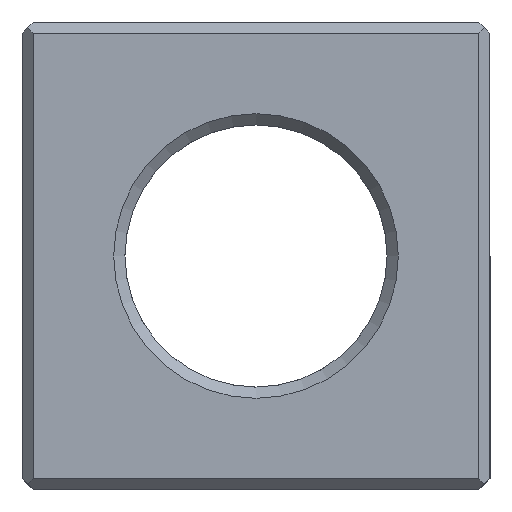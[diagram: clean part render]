
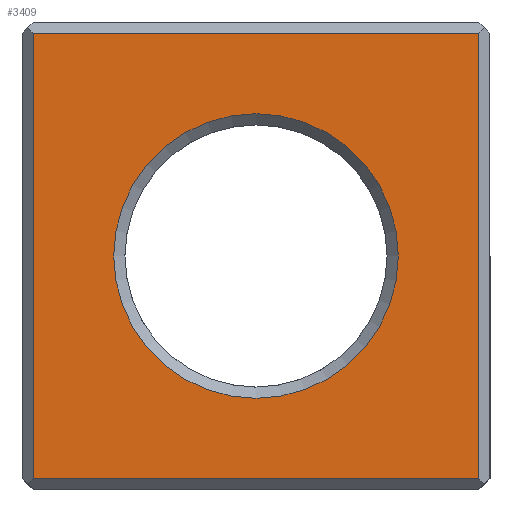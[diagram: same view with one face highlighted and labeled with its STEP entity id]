
A CAD part, left-side view. The second image highlights one B-rep face of the part: STEP entity #3409.
In plain terms, the highlighted planar face has unit normal (-1, 0, 0).
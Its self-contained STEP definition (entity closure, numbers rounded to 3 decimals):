
#72 = PLANE('',#73);
#73 = AXIS2_PLACEMENT_3D('',#74,#75,#76);
#74 = CARTESIAN_POINT('',(0.,0.,0.3));
#75 = DIRECTION('',(-0.707,0.,-0.707)
  );
#76 = DIRECTION('',(0.707,0.,-0.707));
#712 = PLANE('',#713);
#713 = AXIS2_PLACEMENT_3D('',#714,#715,#716);
#714 = CARTESIAN_POINT('',(0.3,12.5,0.));
#715 = DIRECTION('',(0.707,-0.707,0.));
#716 = DIRECTION('',(-0.707,-0.707,0.));
#943 = PLANE('',#944);
#944 = AXIS2_PLACEMENT_3D('',#945,#946,#947);
#945 = CARTESIAN_POINT('',(0.3,0.,0.));
#946 = DIRECTION('',(-0.707,-0.707,0.));
#947 = DIRECTION('',(-0.707,0.707,0.));
#1011 = VERTEX_POINT('',#1012);
#1012 = CARTESIAN_POINT('',(0.,0.3,0.3));
#1033 = EDGE_CURVE('',#1011,#1034,#1036,.T.);
#1034 = VERTEX_POINT('',#1035);
#1035 = CARTESIAN_POINT('',(0.,12.2,0.3));
#1036 = SURFACE_CURVE('',#1037,(#1041,#1048),.PCURVE_S1.);
#1037 = LINE('',#1038,#1039);
#1038 = CARTESIAN_POINT('',(0.,0.,0.3));
#1039 = VECTOR('',#1040,1.);
#1040 = DIRECTION('',(0.,1.,0.));
#1041 = PCURVE('',#72,#1042);
#1042 = DEFINITIONAL_REPRESENTATION('',(#1043),#1047);
#1043 = LINE('',#1044,#1045);
#1044 = CARTESIAN_POINT('',(0.,0.));
#1045 = VECTOR('',#1046,1.);
#1046 = DIRECTION('',(0.,-1.));
#1047 = ( GEOMETRIC_REPRESENTATION_CONTEXT(2) 
PARAMETRIC_REPRESENTATION_CONTEXT() REPRESENTATION_CONTEXT('2D SPACE',''
  ) );
#1048 = PCURVE('',#1049,#1054);
#1049 = PLANE('',#1050);
#1050 = AXIS2_PLACEMENT_3D('',#1051,#1052,#1053);
#1051 = CARTESIAN_POINT('',(0.,12.5,0.));
#1052 = DIRECTION('',(1.,0.,0.));
#1053 = DIRECTION('',(0.,-1.,0.));
#1054 = DEFINITIONAL_REPRESENTATION('',(#1055),#1059);
#1055 = LINE('',#1056,#1057);
#1056 = CARTESIAN_POINT('',(12.5,-0.3));
#1057 = VECTOR('',#1058,1.);
#1058 = DIRECTION('',(-1.,0.));
#1059 = ( GEOMETRIC_REPRESENTATION_CONTEXT(2) 
PARAMETRIC_REPRESENTATION_CONTEXT() REPRESENTATION_CONTEXT('2D SPACE',''
  ) );
#2556 = VERTEX_POINT('',#2557);
#2557 = CARTESIAN_POINT('',(0.,12.2,12.2));
#2571 = PLANE('',#2572);
#2572 = AXIS2_PLACEMENT_3D('',#2573,#2574,#2575);
#2573 = CARTESIAN_POINT('',(0.3,0.,12.5));
#2574 = DIRECTION('',(-0.707,0.,0.707
    ));
#2575 = DIRECTION('',(-0.707,0.,-0.707
    ));
#2583 = EDGE_CURVE('',#1034,#2556,#2584,.T.);
#2584 = SURFACE_CURVE('',#2585,(#2589,#2596),.PCURVE_S1.);
#2585 = LINE('',#2586,#2587);
#2586 = CARTESIAN_POINT('',(0.,12.2,0.));
#2587 = VECTOR('',#2588,1.);
#2588 = DIRECTION('',(0.,0.,1.));
#2589 = PCURVE('',#712,#2590);
#2590 = DEFINITIONAL_REPRESENTATION('',(#2591),#2595);
#2591 = LINE('',#2592,#2593);
#2592 = CARTESIAN_POINT('',(0.424,0.));
#2593 = VECTOR('',#2594,1.);
#2594 = DIRECTION('',(0.,-1.));
#2595 = ( GEOMETRIC_REPRESENTATION_CONTEXT(2) 
PARAMETRIC_REPRESENTATION_CONTEXT() REPRESENTATION_CONTEXT('2D SPACE',''
  ) );
#2596 = PCURVE('',#1049,#2597);
#2597 = DEFINITIONAL_REPRESENTATION('',(#2598),#2602);
#2598 = LINE('',#2599,#2600);
#2599 = CARTESIAN_POINT('',(0.3,0.));
#2600 = VECTOR('',#2601,1.);
#2601 = DIRECTION('',(0.,-1.));
#2602 = ( GEOMETRIC_REPRESENTATION_CONTEXT(2) 
PARAMETRIC_REPRESENTATION_CONTEXT() REPRESENTATION_CONTEXT('2D SPACE',''
  ) );
#3366 = VERTEX_POINT('',#3367);
#3367 = CARTESIAN_POINT('',(0.,0.3,12.2));
#3388 = EDGE_CURVE('',#1011,#3366,#3389,.T.);
#3389 = SURFACE_CURVE('',#3390,(#3394,#3401),.PCURVE_S1.);
#3390 = LINE('',#3391,#3392);
#3391 = CARTESIAN_POINT('',(0.,0.3,0.));
#3392 = VECTOR('',#3393,1.);
#3393 = DIRECTION('',(0.,0.,1.));
#3394 = PCURVE('',#943,#3395);
#3395 = DEFINITIONAL_REPRESENTATION('',(#3396),#3400);
#3396 = LINE('',#3397,#3398);
#3397 = CARTESIAN_POINT('',(0.424,0.));
#3398 = VECTOR('',#3399,1.);
#3399 = DIRECTION('',(0.,-1.));
#3400 = ( GEOMETRIC_REPRESENTATION_CONTEXT(2) 
PARAMETRIC_REPRESENTATION_CONTEXT() REPRESENTATION_CONTEXT('2D SPACE',''
  ) );
#3401 = PCURVE('',#1049,#3402);
#3402 = DEFINITIONAL_REPRESENTATION('',(#3403),#3407);
#3403 = LINE('',#3404,#3405);
#3404 = CARTESIAN_POINT('',(12.2,0.));
#3405 = VECTOR('',#3406,1.);
#3406 = DIRECTION('',(0.,-1.));
#3407 = ( GEOMETRIC_REPRESENTATION_CONTEXT(2) 
PARAMETRIC_REPRESENTATION_CONTEXT() REPRESENTATION_CONTEXT('2D SPACE',''
  ) );
#3409 = ADVANCED_FACE('',(#3410,#3436),#1049,.F.);
#3410 = FACE_BOUND('',#3411,.F.);
#3411 = EDGE_LOOP('',(#3412,#3413,#3414,#3415));
#3412 = ORIENTED_EDGE('',*,*,#3388,.F.);
#3413 = ORIENTED_EDGE('',*,*,#1033,.T.);
#3414 = ORIENTED_EDGE('',*,*,#2583,.T.);
#3415 = ORIENTED_EDGE('',*,*,#3416,.F.);
#3416 = EDGE_CURVE('',#3366,#2556,#3417,.T.);
#3417 = SURFACE_CURVE('',#3418,(#3422,#3429),.PCURVE_S1.);
#3418 = LINE('',#3419,#3420);
#3419 = CARTESIAN_POINT('',(0.,0.,12.2));
#3420 = VECTOR('',#3421,1.);
#3421 = DIRECTION('',(0.,1.,0.));
#3422 = PCURVE('',#1049,#3423);
#3423 = DEFINITIONAL_REPRESENTATION('',(#3424),#3428);
#3424 = LINE('',#3425,#3426);
#3425 = CARTESIAN_POINT('',(12.5,-12.2));
#3426 = VECTOR('',#3427,1.);
#3427 = DIRECTION('',(-1.,0.));
#3428 = ( GEOMETRIC_REPRESENTATION_CONTEXT(2) 
PARAMETRIC_REPRESENTATION_CONTEXT() REPRESENTATION_CONTEXT('2D SPACE',''
  ) );
#3429 = PCURVE('',#2571,#3430);
#3430 = DEFINITIONAL_REPRESENTATION('',(#3431),#3435);
#3431 = LINE('',#3432,#3433);
#3432 = CARTESIAN_POINT('',(0.424,0.));
#3433 = VECTOR('',#3434,1.);
#3434 = DIRECTION('',(0.,-1.));
#3435 = ( GEOMETRIC_REPRESENTATION_CONTEXT(2) 
PARAMETRIC_REPRESENTATION_CONTEXT() REPRESENTATION_CONTEXT('2D SPACE',''
  ) );
#3436 = FACE_BOUND('',#3437,.F.);
#3437 = EDGE_LOOP('',(#3438));
#3438 = ORIENTED_EDGE('',*,*,#3439,.T.);
#3439 = EDGE_CURVE('',#3440,#3440,#3442,.T.);
#3440 = VERTEX_POINT('',#3441);
#3441 = CARTESIAN_POINT('',(0.,2.45,6.25));
#3442 = SURFACE_CURVE('',#3443,(#3448,#3459),.PCURVE_S1.);
#3443 = CIRCLE('',#3444,3.8);
#3444 = AXIS2_PLACEMENT_3D('',#3445,#3446,#3447);
#3445 = CARTESIAN_POINT('',(0.,6.25,6.25));
#3446 = DIRECTION('',(-1.,0.,0.));
#3447 = DIRECTION('',(0.,-1.,0.));
#3448 = PCURVE('',#1049,#3449);
#3449 = DEFINITIONAL_REPRESENTATION('',(#3450),#3458);
#3450 = ( BOUNDED_CURVE() B_SPLINE_CURVE(2,(#3451,#3452,#3453,#3454,
#3455,#3456,#3457),.UNSPECIFIED.,.T.,.F.) B_SPLINE_CURVE_WITH_KNOTS((1,2
    ,2,2,2,1),(-2.094,0.,2.094,4.189,
6.283,8.378),.UNSPECIFIED.) CURVE() 
GEOMETRIC_REPRESENTATION_ITEM() RATIONAL_B_SPLINE_CURVE((1.,0.5,1.,0.5,
1.,0.5,1.)) REPRESENTATION_ITEM('') );
#3451 = CARTESIAN_POINT('',(10.05,-6.25));
#3452 = CARTESIAN_POINT('',(10.05,-12.832));
#3453 = CARTESIAN_POINT('',(4.35,-9.541));
#3454 = CARTESIAN_POINT('',(-1.35,-6.25));
#3455 = CARTESIAN_POINT('',(4.35,-2.959));
#3456 = CARTESIAN_POINT('',(10.05,0.332));
#3457 = CARTESIAN_POINT('',(10.05,-6.25));
#3458 = ( GEOMETRIC_REPRESENTATION_CONTEXT(2) 
PARAMETRIC_REPRESENTATION_CONTEXT() REPRESENTATION_CONTEXT('2D SPACE',''
  ) );
#3459 = PCURVE('',#3460,#3465);
#3460 = CONICAL_SURFACE('',#3461,3.5,0.785);
#3461 = AXIS2_PLACEMENT_3D('',#3462,#3463,#3464);
#3462 = CARTESIAN_POINT('',(0.3,6.25,6.25));
#3463 = DIRECTION('',(-1.,-0.,-0.));
#3464 = DIRECTION('',(0.,-1.,0.));
#3465 = DEFINITIONAL_REPRESENTATION('',(#3466),#3470);
#3466 = LINE('',#3467,#3468);
#3467 = CARTESIAN_POINT('',(0.,0.3));
#3468 = VECTOR('',#3469,1.);
#3469 = DIRECTION('',(1.,0.));
#3470 = ( GEOMETRIC_REPRESENTATION_CONTEXT(2) 
PARAMETRIC_REPRESENTATION_CONTEXT() REPRESENTATION_CONTEXT('2D SPACE',''
  ) );
